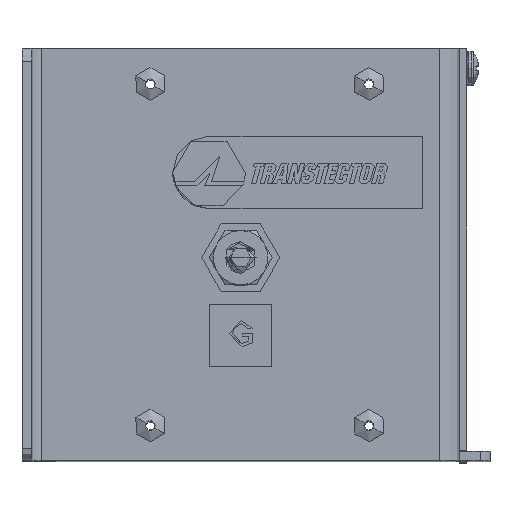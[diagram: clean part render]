
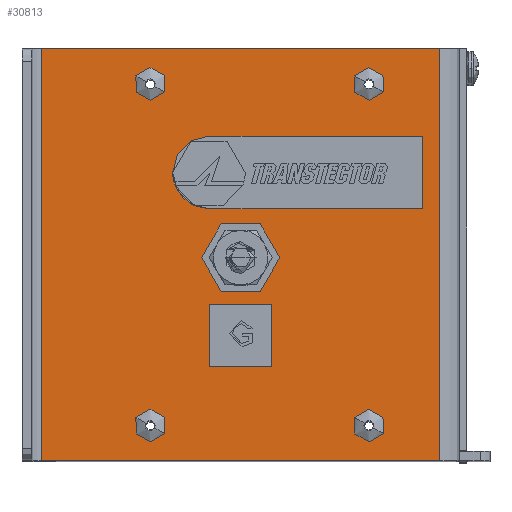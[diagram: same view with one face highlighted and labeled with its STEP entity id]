
A CAD part, top view. The second image highlights one B-rep face of the part: STEP entity #30813.
In plain terms, the highlighted planar face has unit normal (0, 0, 1).
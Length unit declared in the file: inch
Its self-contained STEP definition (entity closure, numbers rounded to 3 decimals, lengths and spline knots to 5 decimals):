
#249 = EDGE_CURVE ( 'NONE', #419, #42421, #31948, .T. ) ;
#419 = VERTEX_POINT ( 'NONE', #16344 ) ;
#614 = AXIS2_PLACEMENT_3D ( 'NONE', #11021, #14402, #7217 ) ;
#2574 = CARTESIAN_POINT ( 'NONE',  ( -0.70758, -1.36736, 2. ) ) ;
#2729 = PLANE ( 'NONE',  #34220 ) ;
#2833 = CARTESIAN_POINT ( 'NONE',  ( -0.07874, -1.64862, 2. ) ) ;
#2871 = CARTESIAN_POINT ( 'NONE',  ( 0., 1.64862, 2. ) ) ;
#2895 = CARTESIAN_POINT ( 'NONE',  ( -2.33258, 1.36713, 2. ) ) ;
#3277 = DIRECTION ( 'NONE',  ( 0., 0., 1. ) ) ;
#3577 = CARTESIAN_POINT ( 'NONE',  ( -2.39508, -1.36736, 2. ) ) ;
#3722 = DIRECTION ( 'NONE',  ( -1., 0., 0. ) ) ;
#3749 = ORIENTED_EDGE ( 'NONE', *, *, #4918, .F. ) ;
#4006 = CARTESIAN_POINT ( 'NONE',  ( -3.42126, -1.64862, 2. ) ) ;
#4704 = ORIENTED_EDGE ( 'NONE', *, *, #26334, .F. ) ;
#4850 = ORIENTED_EDGE ( 'NONE', *, *, #43093, .F. ) ;
#4914 = LINE ( 'NONE', #28555, #21675 ) ;
#4918 = EDGE_CURVE ( 'NONE', #5439, #19722, #11488, .T. ) ;
#5387 = EDGE_LOOP ( 'NONE', ( #10843, #27628 ) ) ;
#5439 = VERTEX_POINT ( 'NONE', #6655 ) ;
#5871 = VECTOR ( 'NONE', #25827, 39.37008 ) ;
#6217 = DIRECTION ( 'NONE',  ( 1., 0., 0. ) ) ;
#6655 = CARTESIAN_POINT ( 'NONE',  ( -0.58258, -1.36736, 2. ) ) ;
#7040 = CARTESIAN_POINT ( 'NONE',  ( -2.39508, 1.36713, 2. ) ) ;
#7217 = DIRECTION ( 'NONE',  ( 1., 0., 0. ) ) ;
#7483 = CIRCLE ( 'NONE', #614, 0.0625 ) ;
#8141 = EDGE_CURVE ( 'NONE', #29413, #8628, #13628, .T. ) ;
#8553 = ORIENTED_EDGE ( 'NONE', *, *, #249, .F. ) ;
#8628 = VERTEX_POINT ( 'NONE', #17981 ) ;
#8743 = VERTEX_POINT ( 'NONE', #41573 ) ;
#8769 = EDGE_CURVE ( 'NONE', #29413, #42421, #4914, .T. ) ;
#9188 = DIRECTION ( 'NONE',  ( 0., 0., 1. ) ) ;
#9316 = CIRCLE ( 'NONE', #29883, 0.0625 ) ;
#9353 = CARTESIAN_POINT ( 'NONE',  ( -0.58258, 1.36713, 2. ) ) ;
#9354 = CARTESIAN_POINT ( 'NONE',  ( -0.64508, -1.36736, 2. ) ) ;
#9399 = AXIS2_PLACEMENT_3D ( 'NONE', #16366, #25385, #9616 ) ;
#9616 = DIRECTION ( 'NONE',  ( 1., 0., 0. ) ) ;
#10534 = DIRECTION ( 'NONE',  ( 0., 0., 1. ) ) ;
#10624 = FACE_OUTER_BOUND ( 'NONE', #36872, .T. ) ;
#10843 = ORIENTED_EDGE ( 'NONE', *, *, #21080, .F. ) ;
#11021 = CARTESIAN_POINT ( 'NONE',  ( -2.39508, 1.36713, 2. ) ) ;
#11488 = CIRCLE ( 'NONE', #16689, 0.0625 ) ;
#11700 = VERTEX_POINT ( 'NONE', #27273 ) ;
#11948 = DIRECTION ( 'NONE',  ( 1., 0., 0. ) ) ;
#12212 = CARTESIAN_POINT ( 'NONE',  ( -0.07874, 1.64862, 2. ) ) ;
#13081 = DIRECTION ( 'NONE',  ( 0., 0., 1. ) ) ;
#13255 = LINE ( 'NONE', #19252, #5871 ) ;
#13628 = LINE ( 'NONE', #4006, #37059 ) ;
#13803 = DIRECTION ( 'NONE',  ( 1., 0., 0. ) ) ;
#13822 = ORIENTED_EDGE ( 'NONE', *, *, #15454, .F. ) ;
#14402 = DIRECTION ( 'NONE',  ( 0., 0., 1. ) ) ;
#14960 = AXIS2_PLACEMENT_3D ( 'NONE', #40749, #10534, #33884 ) ;
#15454 = EDGE_CURVE ( 'NONE', #19722, #5439, #9316, .T. ) ;
#15931 = CARTESIAN_POINT ( 'NONE',  ( -1.53839, -0.02362, 2. ) ) ;
#16344 = CARTESIAN_POINT ( 'NONE',  ( -3.26378, 1.64862, 2. ) ) ;
#16366 = CARTESIAN_POINT ( 'NONE',  ( -1.67126, -0.02362, 2. ) ) ;
#16457 = CARTESIAN_POINT ( 'NONE',  ( -0.64508, -1.36736, 2. ) ) ;
#16689 = AXIS2_PLACEMENT_3D ( 'NONE', #9354, #36307, #22764 ) ;
#16690 = EDGE_CURVE ( 'NONE', #34904, #36191, #27489, .T. ) ;
#17355 = CIRCLE ( 'NONE', #26426, 0.0625 ) ;
#17981 = CARTESIAN_POINT ( 'NONE',  ( -3.26378, -1.64862, 2. ) ) ;
#18876 = CIRCLE ( 'NONE', #31926, 0.0625 ) ;
#19252 = CARTESIAN_POINT ( 'NONE',  ( -3.26378, -1.64862, 2. ) ) ;
#19626 = EDGE_CURVE ( 'NONE', #8628, #419, #13255, .T. ) ;
#19722 = VERTEX_POINT ( 'NONE', #2574 ) ;
#19817 = CIRCLE ( 'NONE', #22637, 0.0625 ) ;
#19843 = DIRECTION ( 'NONE',  ( 0., 1., 0. ) ) ;
#20366 = CARTESIAN_POINT ( 'NONE',  ( -1.67126, -0.02362, 2. ) ) ;
#20543 = FACE_BOUND ( 'NONE', #38802, .T. ) ;
#20808 = DIRECTION ( 'NONE',  ( 1., 0., 0. ) ) ;
#21080 = EDGE_CURVE ( 'NONE', #32854, #8743, #34032, .T. ) ;
#21095 = FACE_BOUND ( 'NONE', #22358, .T. ) ;
#21675 = VECTOR ( 'NONE', #19843, 39.37008 ) ;
#21763 = ORIENTED_EDGE ( 'NONE', *, *, #8769, .T. ) ;
#21804 = AXIS2_PLACEMENT_3D ( 'NONE', #20366, #37552, #20808 ) ;
#22028 = DIRECTION ( 'NONE',  ( 0., 0., 1. ) ) ;
#22358 = EDGE_LOOP ( 'NONE', ( #29613, #23784 ) ) ;
#22637 = AXIS2_PLACEMENT_3D ( 'NONE', #36252, #29982, #33369 ) ;
#22764 = DIRECTION ( 'NONE',  ( 1., 0., 0. ) ) ;
#23784 = ORIENTED_EDGE ( 'NONE', *, *, #16690, .F. ) ;
#25385 = DIRECTION ( 'NONE',  ( 0., 0., 1. ) ) ;
#25804 = CARTESIAN_POINT ( 'NONE',  ( -2.45758, -1.36736, 2. ) ) ;
#25827 = DIRECTION ( 'NONE',  ( 0., 1., 0. ) ) ;
#25981 = DIRECTION ( 'NONE',  ( 1., 0., 0. ) ) ;
#26007 = ORIENTED_EDGE ( 'NONE', *, *, #40242, .F. ) ;
#26334 = EDGE_CURVE ( 'NONE', #29382, #11700, #18876, .T. ) ;
#26426 = AXIS2_PLACEMENT_3D ( 'NONE', #3577, #3277, #36977 ) ;
#26792 = ORIENTED_EDGE ( 'NONE', *, *, #39273, .F. ) ;
#27273 = CARTESIAN_POINT ( 'NONE',  ( -2.33258, -1.36736, 2. ) ) ;
#27489 = CIRCLE ( 'NONE', #33799, 0.0625 ) ;
#27628 = ORIENTED_EDGE ( 'NONE', *, *, #43293, .F. ) ;
#28555 = CARTESIAN_POINT ( 'NONE',  ( -0.07874, 1.64862, 2. ) ) ;
#29122 = CARTESIAN_POINT ( 'NONE',  ( 0., 1.64862, 2. ) ) ;
#29382 = VERTEX_POINT ( 'NONE', #25804 ) ;
#29395 = FACE_BOUND ( 'NONE', #5387, .T. ) ;
#29413 = VERTEX_POINT ( 'NONE', #2833 ) ;
#29613 = ORIENTED_EDGE ( 'NONE', *, *, #37881, .F. ) ;
#29883 = AXIS2_PLACEMENT_3D ( 'NONE', #16457, #13081, #39763 ) ;
#29982 = DIRECTION ( 'NONE',  ( 0., 0., 1. ) ) ;
#30442 = CARTESIAN_POINT ( 'NONE',  ( -0.70758, 1.36713, 2. ) ) ;
#30446 = FACE_BOUND ( 'NONE', #35092, .T. ) ;
#30805 = ORIENTED_EDGE ( 'NONE', *, *, #19626, .F. ) ;
#30813 = ADVANCED_FACE ( 'NONE', ( #21095, #30446, #34628, #20543, #29395, #10624 ), #2729, .T. ) ;
#31926 = AXIS2_PLACEMENT_3D ( 'NONE', #41879, #22028, #11948 ) ;
#31948 = LINE ( 'NONE', #29122, #42441 ) ;
#32854 = VERTEX_POINT ( 'NONE', #15931 ) ;
#33241 = EDGE_LOOP ( 'NONE', ( #26792, #4704 ) ) ;
#33369 = DIRECTION ( 'NONE',  ( 1., 0., 0. ) ) ;
#33775 = DIRECTION ( 'NONE',  ( 0., 0., 1. ) ) ;
#33799 = AXIS2_PLACEMENT_3D ( 'NONE', #7040, #33775, #13803 ) ;
#33884 = DIRECTION ( 'NONE',  ( 1., 0., 0. ) ) ;
#34032 = CIRCLE ( 'NONE', #9399, 0.13287 ) ;
#34220 = AXIS2_PLACEMENT_3D ( 'NONE', #2871, #9188, #25981 ) ;
#34294 = CARTESIAN_POINT ( 'NONE',  ( -2.45758, 1.36713, 2. ) ) ;
#34535 = VERTEX_POINT ( 'NONE', #9353 ) ;
#34628 = FACE_BOUND ( 'NONE', #33241, .T. ) ;
#34904 = VERTEX_POINT ( 'NONE', #34294 ) ;
#35092 = EDGE_LOOP ( 'NONE', ( #4850, #26007 ) ) ;
#36191 = VERTEX_POINT ( 'NONE', #2895 ) ;
#36252 = CARTESIAN_POINT ( 'NONE',  ( -0.64508, 1.36713, 2. ) ) ;
#36307 = DIRECTION ( 'NONE',  ( 0., 0., 1. ) ) ;
#36872 = EDGE_LOOP ( 'NONE', ( #8553, #30805, #40492, #21763 ) ) ;
#36977 = DIRECTION ( 'NONE',  ( 1., 0., 0. ) ) ;
#37059 = VECTOR ( 'NONE', #3722, 39.37008 ) ;
#37552 = DIRECTION ( 'NONE',  ( 0., 0., 1. ) ) ;
#37881 = EDGE_CURVE ( 'NONE', #36191, #34904, #7483, .T. ) ;
#38010 = CIRCLE ( 'NONE', #21804, 0.13287 ) ;
#38802 = EDGE_LOOP ( 'NONE', ( #3749, #13822 ) ) ;
#39212 = CIRCLE ( 'NONE', #14960, 0.0625 ) ;
#39273 = EDGE_CURVE ( 'NONE', #11700, #29382, #17355, .T. ) ;
#39763 = DIRECTION ( 'NONE',  ( 1., 0., 0. ) ) ;
#40242 = EDGE_CURVE ( 'NONE', #41064, #34535, #39212, .T. ) ;
#40492 = ORIENTED_EDGE ( 'NONE', *, *, #8141, .F. ) ;
#40749 = CARTESIAN_POINT ( 'NONE',  ( -0.64508, 1.36713, 2. ) ) ;
#41064 = VERTEX_POINT ( 'NONE', #30442 ) ;
#41573 = CARTESIAN_POINT ( 'NONE',  ( -1.80413, -0.02362, 2. ) ) ;
#41879 = CARTESIAN_POINT ( 'NONE',  ( -2.39508, -1.36736, 2. ) ) ;
#42421 = VERTEX_POINT ( 'NONE', #12212 ) ;
#42441 = VECTOR ( 'NONE', #6217, 39.37008 ) ;
#43093 = EDGE_CURVE ( 'NONE', #34535, #41064, #19817, .T. ) ;
#43293 = EDGE_CURVE ( 'NONE', #8743, #32854, #38010, .T. ) ;
